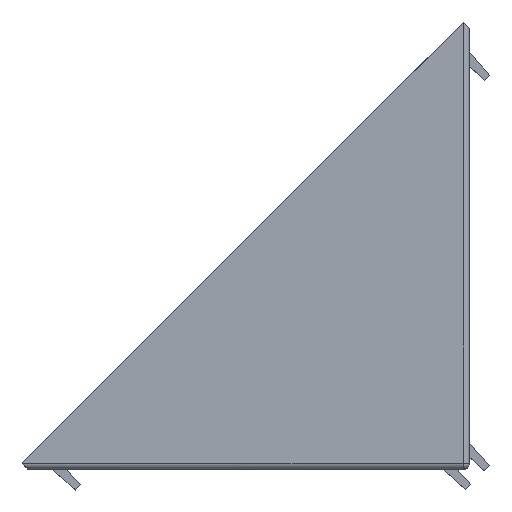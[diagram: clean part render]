
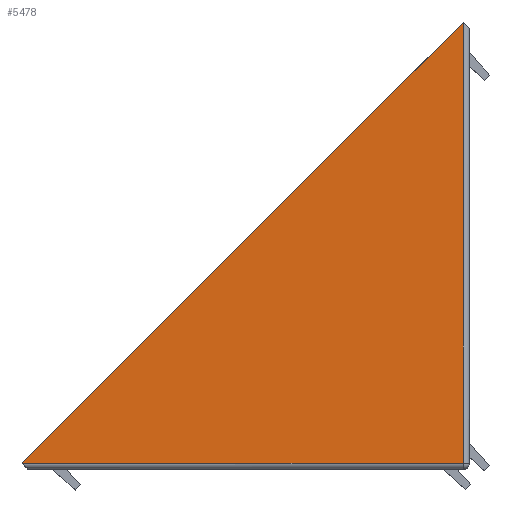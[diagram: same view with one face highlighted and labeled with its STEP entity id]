
A CAD part, top view. The second image highlights one B-rep face of the part: STEP entity #5478.
In plain terms, the highlighted planar face has unit normal (0, 0, 1).
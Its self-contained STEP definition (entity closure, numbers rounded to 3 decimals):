
#234=PLANE('',#5862);
#382=FACE_OUTER_BOUND('',#750,.T.);
#750=EDGE_LOOP('',(#4043,#4044,#4045,#4046,#4047));
#1254=LINE('',#8691,#1782);
#1305=LINE('',#8790,#1833);
#1307=LINE('',#8807,#1835);
#1309=LINE('',#8816,#1837);
#1310=LINE('',#8817,#1838);
#1782=VECTOR('',#6622,106.);
#1833=VECTOR('',#6699,0.066);
#1835=VECTOR('',#6703,0.066);
#1837=VECTOR('',#6707,74.953);
#1838=VECTOR('',#6708,74.953);
#2599=VERTEX_POINT('',#8688);
#2600=VERTEX_POINT('',#8690);
#2619=VERTEX_POINT('',#8789);
#2621=VERTEX_POINT('',#8802);
#2623=VERTEX_POINT('',#8815);
#3106=EDGE_CURVE('',#2600,#2599,#1254,.T.);
#3161=EDGE_CURVE('',#2619,#2600,#1305,.T.);
#3166=EDGE_CURVE('',#2599,#2621,#1307,.T.);
#3169=EDGE_CURVE('',#2621,#2623,#1309,.T.);
#3170=EDGE_CURVE('',#2623,#2619,#1310,.T.);
#4043=ORIENTED_EDGE('',*,*,#3169,.T.);
#4044=ORIENTED_EDGE('',*,*,#3170,.T.);
#4045=ORIENTED_EDGE('',*,*,#3161,.T.);
#4046=ORIENTED_EDGE('',*,*,#3106,.T.);
#4047=ORIENTED_EDGE('',*,*,#3166,.T.);
#5478=ADVANCED_FACE('',(#382),#234,.F.);
#5862=AXIS2_PLACEMENT_3D('',#8814,#6705,#6706);
#6622=DIRECTION('',(-0.707,-0.707,0.));
#6699=DIRECTION('',(-0.707,0.707,0.));
#6703=DIRECTION('',(0.707,-0.707,0.));
#6705=DIRECTION('center_axis',(0.,0.,-1.));
#6706=DIRECTION('ref_axis',(0.,-1.,0.));
#6707=DIRECTION('',(1.,0.,0.));
#6708=DIRECTION('',(0.,1.,0.));
#8688=CARTESIAN_POINT('',(-76.,-73.907,38.));
#8690=CARTESIAN_POINT('',(-1.047,1.047,38.));
#8691=CARTESIAN_POINT('',(-1.047,1.047,38.));
#8789=CARTESIAN_POINT('',(-1.,1.,38.));
#8790=CARTESIAN_POINT('',(0.,0.,38.));
#8802=CARTESIAN_POINT('',(-75.953,-73.953,38.));
#8807=CARTESIAN_POINT('',(-74.953,-74.953,38.));
#8814=CARTESIAN_POINT('Origin',(0.,-74.953,
38.));
#8815=CARTESIAN_POINT('',(-1.,-73.953,38.));
#8816=CARTESIAN_POINT('',(0.,-73.953,38.));
#8817=CARTESIAN_POINT('',(-1.,-74.953,38.));
